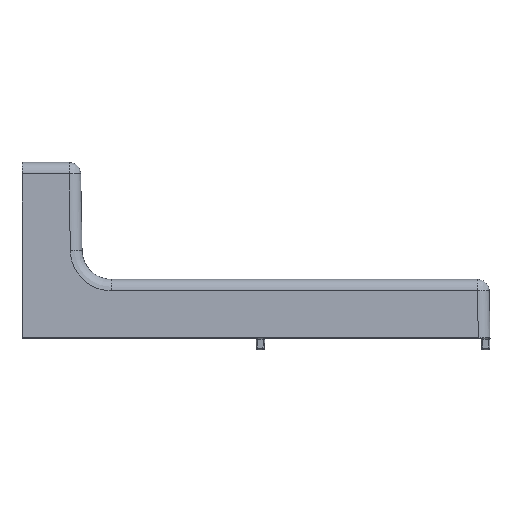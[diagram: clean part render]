
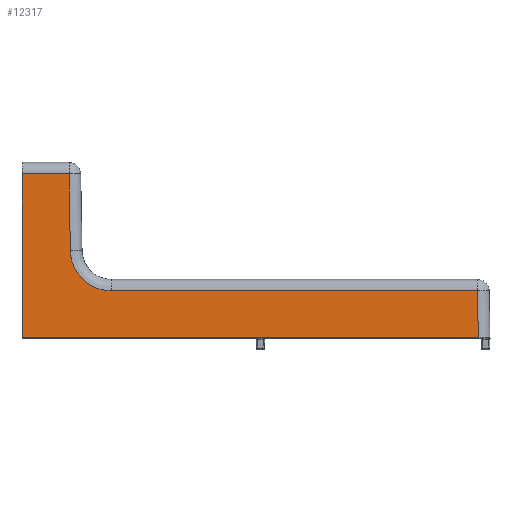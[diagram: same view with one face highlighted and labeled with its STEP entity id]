
A CAD part, top view. The second image highlights one B-rep face of the part: STEP entity #12317.
In plain terms, the highlighted planar face has unit normal (0, 0.018, 1).
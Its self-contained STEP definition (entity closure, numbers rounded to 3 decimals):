
#110 = EDGE_CURVE ( 'NONE', #16723, #12374, #13341, .T. ) ;
#410 = CARTESIAN_POINT ( 'NONE',  ( 20.372, 20.419, 18.644 ) ) ;
#458 = ORIENTED_EDGE ( 'NONE', *, *, #22471, .F. ) ;
#580 = CARTESIAN_POINT ( 'NONE',  ( 21.393, 19.415, 18.661 ) ) ;
#647 = VECTOR ( 'NONE', #12442, 1000. ) ;
#766 = CARTESIAN_POINT ( 'NONE',  ( 22.135, 18.822, 18.671 ) ) ;
#817 = CARTESIAN_POINT ( 'NONE',  ( 160., 16.07, 18.72 ) ) ;
#921 = CARTESIAN_POINT ( 'NONE',  ( 16.527, 29.825, 18.479 ) ) ;
#932 = CARTESIAN_POINT ( 'NONE',  ( 22.987, 18.272, 18.681 ) ) ;
#1014 = CARTESIAN_POINT ( 'NONE',  ( 23.035, 18.242, 18.682 ) ) ;
#1098 = CARTESIAN_POINT ( 'NONE',  ( 23.134, 18.179, 18.683 ) ) ;
#1172 = CARTESIAN_POINT ( 'NONE',  ( 23.283, 18.087, 18.684 ) ) ;
#1337 = CARTESIAN_POINT ( 'NONE',  ( 23.634, 17.879, 18.688 ) ) ;
#1347 = EDGE_CURVE ( 'NONE', #2297, #16723, #1790, .T. ) ;
#1790 = LINE ( 'NONE', #20887, #1937 ) ;
#1937 = VECTOR ( 'NONE', #21189, 1000. ) ;
#2142 = CARTESIAN_POINT ( 'NONE',  ( 24.35, 17.49, 18.695 ) ) ;
#2219 = CARTESIAN_POINT ( 'NONE',  ( 24.987, 17.203, 18.7 ) ) ;
#2294 = CARTESIAN_POINT ( 'NONE',  ( 25.449, 17.022, 18.703 ) ) ;
#2297 = VERTEX_POINT ( 'NONE', #5216 ) ;
#2381 = CARTESIAN_POINT ( 'NONE',  ( 25.474, 17.013, 18.703 ) ) ;
#2475 = CARTESIAN_POINT ( 'NONE',  ( 25.526, 16.993, 18.703 ) ) ;
#2556 = CARTESIAN_POINT ( 'NONE',  ( 25.605, 16.963, 18.704 ) ) ;
#2646 = CARTESIAN_POINT ( 'NONE',  ( 25.789, 16.894, 18.705 ) ) ;
#2713 = CARTESIAN_POINT ( 'NONE',  ( 30.525, 16.07, 18.72 ) ) ;
#2733 = CARTESIAN_POINT ( 'NONE',  ( 26.159, 16.765, 18.707 ) ) ;
#2817 = CARTESIAN_POINT ( 'NONE',  ( 26.906, 16.532, 18.711 ) ) ;
#2888 = CARTESIAN_POINT ( 'NONE',  ( 27.56, 16.38, 18.714 ) ) ;
#2976 = CARTESIAN_POINT ( 'NONE',  ( 28.029, 16.294, 18.716 ) ) ;
#3058 = CARTESIAN_POINT ( 'NONE',  ( 28.054, 16.29, 18.716 ) ) ;
#3729 = EDGE_CURVE ( 'NONE', #14156, #19089, #20738, .T. ) ;
#3909 = DIRECTION ( 'NONE',  ( 1., 0., 0. ) ) ;
#4057 = CARTESIAN_POINT ( 'NONE',  ( 28.106, 16.28, 18.716 ) ) ;
#4217 = CARTESIAN_POINT ( 'NONE',  ( 28.184, 16.267, 18.716 ) ) ;
#4304 = CARTESIAN_POINT ( 'NONE',  ( 28.367, 16.236, 18.717 ) ) ;
#4380 = CARTESIAN_POINT ( 'NONE',  ( 28.733, 16.182, 18.718 ) ) ;
#4719 = ORIENTED_EDGE ( 'NONE', *, *, #3729, .T. ) ;
#4889 = CARTESIAN_POINT ( 'NONE',  ( 30.525, 16.07, 18.72 ) ) ;
#4971 = DIRECTION ( 'NONE',  ( -0.017, 1., -0.017 ) ) ;
#5080 = AXIS2_PLACEMENT_3D ( 'NONE', #17084, #6201, #18867 ) ;
#5216 = CARTESIAN_POINT ( 'NONE',  ( 16.069, 56.07, 18.021 ) ) ;
#5984 = CARTESIAN_POINT ( 'NONE',  ( 30.101, 16.07, 18.719 ) ) ;
#6142 = CARTESIAN_POINT ( 'NONE',  ( 29.467, 16.099, 18.719 ) ) ;
#6201 = DIRECTION ( 'NONE',  ( 0., 0.017, 1. ) ) ;
#6864 = CARTESIAN_POINT ( 'NONE',  ( 16.527, 29.825, 18.479 ) ) ;
#6910 = LINE ( 'NONE', #6864, #11288 ) ;
#6977 = LINE ( 'NONE', #14933, #20831 ) ;
#7907 = PLANE ( 'NONE',  #5080 ) ;
#7968 = FACE_OUTER_BOUND ( 'NONE', #18060, .T. ) ;
#9042 = ORIENTED_EDGE ( 'NONE', *, *, #15125, .T. ) ;
#9827 = CARTESIAN_POINT ( 'NONE',  ( 0., 56.07, 18.021 ) ) ;
#10301 = DIRECTION ( 'NONE',  ( 0., -1., 0.017 ) ) ;
#10554 = CARTESIAN_POINT ( 'NONE',  ( 18.927, 22.229, 18.612 ) ) ;
#11288 = VECTOR ( 'NONE', #4971, 1000. ) ;
#11699 = VERTEX_POINT ( 'NONE', #18188 ) ;
#12021 = DIRECTION ( 'NONE',  ( -1., 0., 0. ) ) ;
#12317 = ADVANCED_FACE ( 'NONE', ( #7968 ), #7907, .T. ) ;
#12374 = VERTEX_POINT ( 'NONE', #20751 ) ;
#12409 = LINE ( 'NONE', #817, #21307 ) ;
#12442 = DIRECTION ( 'NONE',  ( 0.017, -1., 0.017 ) ) ;
#13341 = LINE ( 'NONE', #9827, #13402 ) ;
#13402 = VECTOR ( 'NONE', #10301, 1000. ) ;
#13590 = VERTEX_POINT ( 'NONE', #19018 ) ;
#13638 = ORIENTED_EDGE ( 'NONE', *, *, #1347, .T. ) ;
#13887 = CARTESIAN_POINT ( 'NONE',  ( 0., 56.07, 18.021 ) ) ;
#14156 = VERTEX_POINT ( 'NONE', #2713 ) ;
#14933 = CARTESIAN_POINT ( 'NONE',  ( 160., 0., 19. ) ) ;
#15069 = CARTESIAN_POINT ( 'NONE',  ( 18.961, 22.179, 18.613 ) ) ;
#15125 = EDGE_CURVE ( 'NONE', #19089, #2297, #6910, .T. ) ;
#15160 = CARTESIAN_POINT ( 'NONE',  ( 17.624, 24.632, 18.57 ) ) ;
#15308 = CARTESIAN_POINT ( 'NONE',  ( 17.59, 24.714, 18.569 ) ) ;
#15380 = CARTESIAN_POINT ( 'NONE',  ( 17.409, 25.155, 18.561 ) ) ;
#15394 = LINE ( 'NONE', #23076, #647 ) ;
#15448 = EDGE_CURVE ( 'NONE', #11699, #14156, #12409, .T. ) ;
#15703 = CARTESIAN_POINT ( 'NONE',  ( 17.602, 24.686, 18.569 ) ) ;
#15789 = CARTESIAN_POINT ( 'NONE',  ( 17.659, 24.551, 18.571 ) ) ;
#15937 = CARTESIAN_POINT ( 'NONE',  ( 19.376, 21.597, 18.623 ) ) ;
#16010 = CARTESIAN_POINT ( 'NONE',  ( 17.909, 23.993, 18.581 ) ) ;
#16723 = VERTEX_POINT ( 'NONE', #13887 ) ;
#16862 = CARTESIAN_POINT ( 'NONE',  ( 19.89, 20.944, 18.634 ) ) ;
#16938 = CARTESIAN_POINT ( 'NONE',  ( 18.275, 23.265, 18.594 ) ) ;
#17084 = CARTESIAN_POINT ( 'NONE',  ( 160., 0., 19. ) ) ;
#17179 = CARTESIAN_POINT ( 'NONE',  ( 16.823, 27.196, 18.525 ) ) ;
#17430 = CARTESIAN_POINT ( 'NONE',  ( 16.806, 27.28, 18.524 ) ) ;
#17511 = CARTESIAN_POINT ( 'NONE',  ( 16.633, 28.137, 18.509 ) ) ;
#17586 = CARTESIAN_POINT ( 'NONE',  ( 16.812, 27.251, 18.524 ) ) ;
#17662 = CARTESIAN_POINT ( 'NONE',  ( 16.841, 27.114, 18.527 ) ) ;
#17737 = CARTESIAN_POINT ( 'NONE',  ( 16.974, 26.541, 18.537 ) ) ;
#18060 = EDGE_LOOP ( 'NONE', ( #23604, #4719, #9042, #13638, #18166, #22163, #458 ) ) ;
#18166 = ORIENTED_EDGE ( 'NONE', *, *, #110, .T. ) ;
#18188 = CARTESIAN_POINT ( 'NONE',  ( 155.72, 16.07, 18.72 ) ) ;
#18638 = CARTESIAN_POINT ( 'NONE',  ( 19.131, 21.934, 18.617 ) ) ;
#18725 = CARTESIAN_POINT ( 'NONE',  ( 17.183, 25.787, 18.55 ) ) ;
#18867 = DIRECTION ( 'NONE',  ( 0., -1., 0.017 ) ) ;
#19018 = CARTESIAN_POINT ( 'NONE',  ( 156.001, 0., 19. ) ) ;
#19089 = VERTEX_POINT ( 'NONE', #921 ) ;
#19205 = CARTESIAN_POINT ( 'NONE',  ( 16.527, 29.825, 18.479 ) ) ;
#19281 = CARTESIAN_POINT ( 'NONE',  ( 18.634, 22.666, 18.604 ) ) ;
#19355 = CARTESIAN_POINT ( 'NONE',  ( 16.542, 28.977, 18.494 ) ) ;
#20342 = EDGE_CURVE ( 'NONE', #12374, #13590, #6977, .T. ) ;
#20738 = B_SPLINE_CURVE_WITH_KNOTS ( 'NONE', 3,
 ( #4889, #5984, #6142, #4380, #4304, #4217, #4057, #3058, #2976, #2888, #2817, #2733, #2646, #2556, #2475, #2381, #2294, #2219, #2142, #1337, #1172, #1098, #1014, #932, #766, #580, #410, #16862, #15937, #18638, #21222, #15069, #10554, #19281, #16938, #16010, #22999, #15789, #15160, #15703, #15308, #15380, #18725, #17737, #21010, #17662, #17179, #17586, #17430, #17511, #19355, #19205 ),
 .UNSPECIFIED., .F., .F.,
 ( 4, 1, 1, 1, 1, 2, 2, 1, 1, 1, 1, 2, 2, 1, 1, 1, 2, 2, 2, 1, 1, 1, 2, 2, 1, 1, 1, 1, 2, 2, 1, 1, 1, 1, 2, 2, 4 ),
 ( 0., 0.063, 0.094, 0.109, 0.117, 0.121, 0.125, 0.188, 0.219, 0.234, 0.242, 0.246, 0.25, 0.313, 0.344, 0.359, 0.367, 0.375, 0.5, 0.563, 0.594, 0.609, 0.617, 0.625, 0.688, 0.719, 0.734, 0.742, 0.746, 0.75, 0.813, 0.844, 0.859, 0.867, 0.871, 0.875, 1. ),
 .UNSPECIFIED. ) ;
#20751 = CARTESIAN_POINT ( 'NONE',  ( 0., 0., 19. ) ) ;
#20831 = VECTOR ( 'NONE', #3909, 1000. ) ;
#20887 = CARTESIAN_POINT ( 'NONE',  ( 160., 56.07, 18.021 ) ) ;
#21010 = CARTESIAN_POINT ( 'NONE',  ( 16.883, 26.922, 18.53 ) ) ;
#21189 = DIRECTION ( 'NONE',  ( -1., 0., 0. ) ) ;
#21222 = CARTESIAN_POINT ( 'NONE',  ( 19.029, 22.08, 18.615 ) ) ;
#21307 = VECTOR ( 'NONE', #12021, 1000. ) ;
#22163 = ORIENTED_EDGE ( 'NONE', *, *, #20342, .T. ) ;
#22471 = EDGE_CURVE ( 'NONE', #11699, #13590, #15394, .T. ) ;
#22999 = CARTESIAN_POINT ( 'NONE',  ( 17.74, 24.364, 18.575 ) ) ;
#23076 = CARTESIAN_POINT ( 'NONE',  ( 156.002, -0.07, 19.001 ) ) ;
#23604 = ORIENTED_EDGE ( 'NONE', *, *, #15448, .T. ) ;
